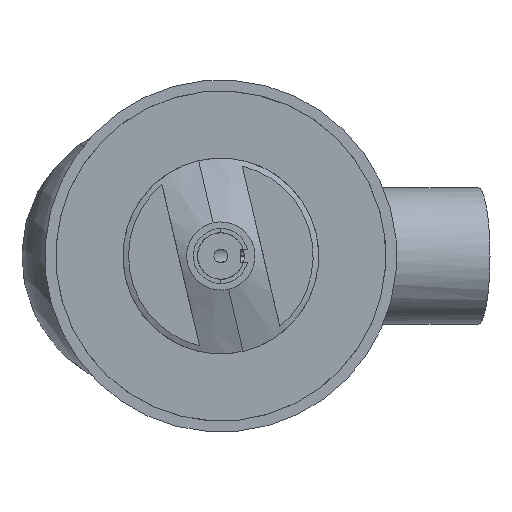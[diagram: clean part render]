
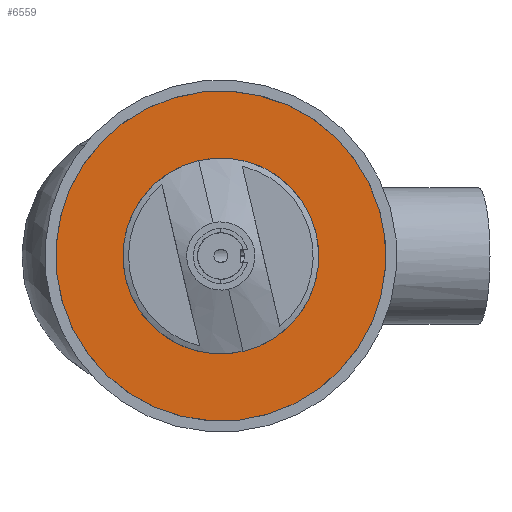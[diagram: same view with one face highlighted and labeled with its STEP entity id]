
A CAD part, left-side view. The second image highlights one B-rep face of the part: STEP entity #6559.
In plain terms, the highlighted planar face has unit normal (-1, 0, 0).
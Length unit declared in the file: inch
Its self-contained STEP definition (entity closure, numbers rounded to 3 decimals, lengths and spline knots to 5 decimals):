
#81 = DIRECTION ( 'NONE',  ( -1., 0., 0. ) ) ;
#479 = EDGE_CURVE ( 'NONE', #9232, #1733, #3673, .T. ) ;
#709 = ORIENTED_EDGE ( 'NONE', *, *, #8939, .T. ) ;
#1108 = VERTEX_POINT ( 'NONE', #7092 ) ;
#1255 = ORIENTED_EDGE ( 'NONE', *, *, #479, .F. ) ;
#1280 = PLANE ( 'NONE',  #11958 ) ;
#1616 = AXIS2_PLACEMENT_3D ( 'NONE', #10333, #8176, #11940 ) ;
#1733 = VERTEX_POINT ( 'NONE', #6345 ) ;
#1887 = DIRECTION ( 'NONE',  ( 0., -0.998, -0.064 ) ) ;
#2261 = ORIENTED_EDGE ( 'NONE', *, *, #7076, .F. ) ;
#3252 = CIRCLE ( 'NONE', #11771, 0.445 ) ;
#3401 = FACE_OUTER_BOUND ( 'NONE', #5712, .T. ) ;
#3673 = CIRCLE ( 'NONE', #4071, 0.445 ) ;
#4071 = AXIS2_PLACEMENT_3D ( 'NONE', #12237, #9810, #5586 ) ;
#4612 = DIRECTION ( 'NONE',  ( -1., 0., 0. ) ) ;
#5055 = CARTESIAN_POINT ( 'NONE',  ( 0.0125, 0., 0. ) ) ;
#5586 = DIRECTION ( 'NONE',  ( 0., -0.998, -0.064 ) ) ;
#5712 = EDGE_LOOP ( 'NONE', ( #11758, #709 ) ) ;
#5715 = AXIS2_PLACEMENT_3D ( 'NONE', #5055, #81, #7812 ) ;
#6345 = CARTESIAN_POINT ( 'NONE',  ( 0.0125, -0.44409, -0.02839 ) ) ;
#6559 = ADVANCED_FACE ( 'NONE', ( #10854, #3401 ), #1280, .F. ) ;
#6670 = CARTESIAN_POINT ( 'NONE',  ( 0.0125, 0.44409, 0.02839 ) ) ;
#6731 = CARTESIAN_POINT ( 'NONE',  ( 0.0125, 0., 0. ) ) ;
#7076 = EDGE_CURVE ( 'NONE', #1733, #9232, #3252, .T. ) ;
#7085 = CARTESIAN_POINT ( 'NONE',  ( 0.0125, -0.04785, 0.74847 ) ) ;
#7092 = CARTESIAN_POINT ( 'NONE',  ( 0.0125, 0.74847, 0.04785 ) ) ;
#7151 = DIRECTION ( 'NONE',  ( 0., 0.998, 0.064 ) ) ;
#7605 = EDGE_LOOP ( 'NONE', ( #2261, #1255 ) ) ;
#7812 = DIRECTION ( 'NONE',  ( 0., -0.998, -0.064 ) ) ;
#8121 = CIRCLE ( 'NONE', #5715, 0.75 ) ;
#8176 = DIRECTION ( 'NONE',  ( -1., 0., 0. ) ) ;
#8939 = EDGE_CURVE ( 'NONE', #1108, #11543, #8121, .T. ) ;
#9060 = DIRECTION ( 'NONE',  ( 1., 0., 0. ) ) ;
#9232 = VERTEX_POINT ( 'NONE', #6670 ) ;
#9810 = DIRECTION ( 'NONE',  ( -1., 0., 0. ) ) ;
#10333 = CARTESIAN_POINT ( 'NONE',  ( 0.0125, 0., 0. ) ) ;
#10531 = CARTESIAN_POINT ( 'NONE',  ( 0.0125, -0.74847, -0.04785 ) ) ;
#10743 = CIRCLE ( 'NONE', #1616, 0.75 ) ;
#10801 = EDGE_CURVE ( 'NONE', #11543, #1108, #10743, .T. ) ;
#10854 = FACE_BOUND ( 'NONE', #7605, .T. ) ;
#11543 = VERTEX_POINT ( 'NONE', #10531 ) ;
#11758 = ORIENTED_EDGE ( 'NONE', *, *, #10801, .T. ) ;
#11771 = AXIS2_PLACEMENT_3D ( 'NONE', #6731, #4612, #1887 ) ;
#11940 = DIRECTION ( 'NONE',  ( 0., -0.998, -0.064 ) ) ;
#11958 = AXIS2_PLACEMENT_3D ( 'NONE', #7085, #9060, #7151 ) ;
#12237 = CARTESIAN_POINT ( 'NONE',  ( 0.0125, 0., 0. ) ) ;
